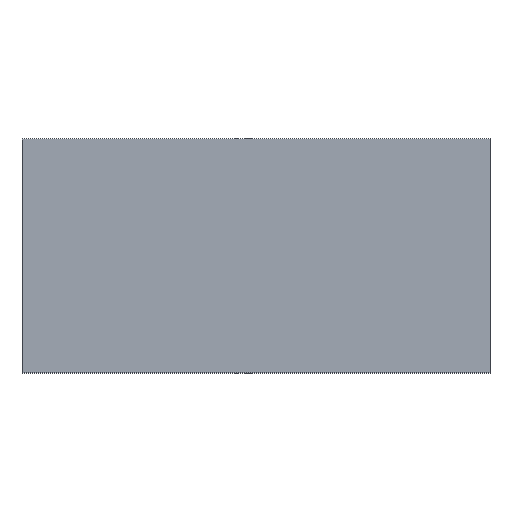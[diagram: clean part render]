
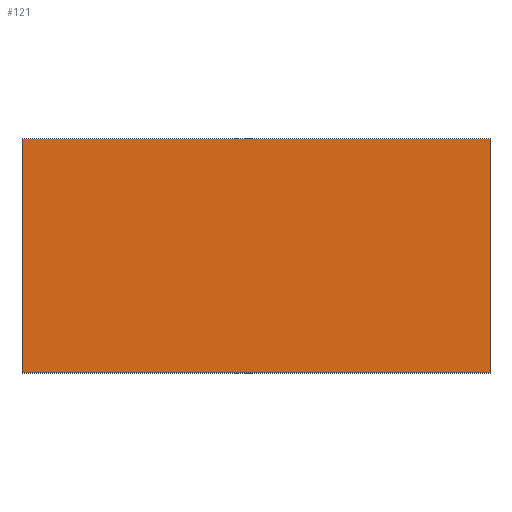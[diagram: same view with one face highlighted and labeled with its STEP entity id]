
A CAD part, top view. The second image highlights one B-rep face of the part: STEP entity #121.
In plain terms, the highlighted planar face has unit normal (0, 0, 1).
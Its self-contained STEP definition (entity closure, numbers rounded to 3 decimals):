
#121 = ADVANCED_FACE( '', ( #207 ), #208, .T. );
#207 = FACE_OUTER_BOUND( '', #275, .T. );
#208 = PLANE( '', #276 );
#275 = EDGE_LOOP( '', ( #376, #377, #378, #379 ) );
#276 = AXIS2_PLACEMENT_3D( '', #380, #381, #382 );
#376 = ORIENTED_EDGE( '', *, *, #485, .T. );
#377 = ORIENTED_EDGE( '', *, *, #482, .T. );
#378 = ORIENTED_EDGE( '', *, *, #456, .T. );
#379 = ORIENTED_EDGE( '', *, *, #486, .T. );
#380 = CARTESIAN_POINT( '', ( 0., 0., 0.15 ) );
#381 = DIRECTION( '', ( 0., 0., 1. ) );
#382 = DIRECTION( '', ( 1., 0., 0. ) );
#456 = EDGE_CURVE( '', #517, #515, #518, .T. );
#482 = EDGE_CURVE( '', #556, #517, #557, .T. );
#485 = EDGE_CURVE( '', #560, #556, #561, .T. );
#486 = EDGE_CURVE( '', #515, #560, #562, .T. );
#515 = VERTEX_POINT( '', #598 );
#517 = VERTEX_POINT( '', #601 );
#518 = LINE( '', #602, #603 );
#556 = VERTEX_POINT( '', #659 );
#557 = LINE( '', #660, #661 );
#560 = VERTEX_POINT( '', #665 );
#561 = LINE( '', #666, #667 );
#562 = LINE( '', #668, #669 );
#598 = CARTESIAN_POINT( '', ( 200., 100., 0.15 ) );
#601 = CARTESIAN_POINT( '', ( 200., -100., 0.15 ) );
#602 = CARTESIAN_POINT( '', ( 200., -100., 0.15 ) );
#603 = VECTOR( '', #700, 1000. );
#659 = CARTESIAN_POINT( '', ( -200., -100., 0.15 ) );
#660 = CARTESIAN_POINT( '', ( -200., -100., 0.15 ) );
#661 = VECTOR( '', #719, 1000. );
#665 = CARTESIAN_POINT( '', ( -200., 100., 0.15 ) );
#666 = CARTESIAN_POINT( '', ( -200., 100., 0.15 ) );
#667 = VECTOR( '', #721, 1000. );
#668 = CARTESIAN_POINT( '', ( 200., 100., 0.15 ) );
#669 = VECTOR( '', #722, 1000. );
#700 = DIRECTION( '', ( 0., 1., 0. ) );
#719 = DIRECTION( '', ( 1., 0., 0. ) );
#721 = DIRECTION( '', ( 0., -1., 0. ) );
#722 = DIRECTION( '', ( -1., 0., 0. ) );
